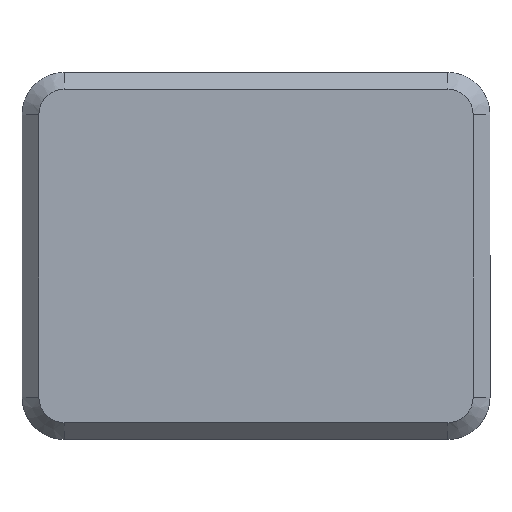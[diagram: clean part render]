
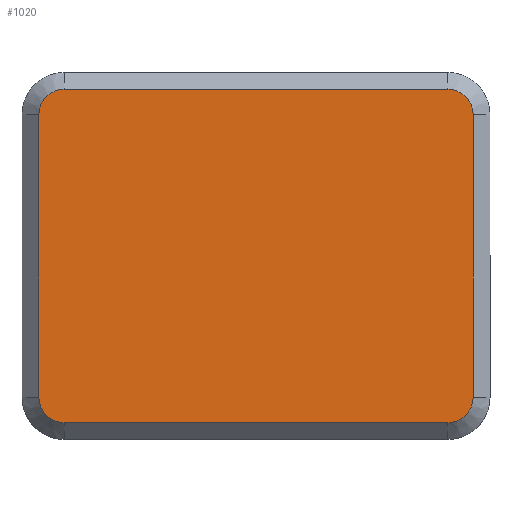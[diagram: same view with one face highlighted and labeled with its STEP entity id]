
A CAD part, top view. The second image highlights one B-rep face of the part: STEP entity #1020.
In plain terms, the highlighted planar face has unit normal (0, 0, 1).
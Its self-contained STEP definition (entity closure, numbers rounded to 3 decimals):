
#2 = DIRECTION ( 'NONE',  ( 0., 1., 0. ) ) ;
#10 = EDGE_CURVE ( 'NONE', #131, #1000, #315, .T. ) ;
#31 = CARTESIAN_POINT ( 'NONE',  ( 11.4, -9.9, 4.3 ) ) ;
#39 = PLANE ( 'NONE',  #216 ) ;
#61 = EDGE_CURVE ( 'NONE', #963, #727, #307, .T. ) ;
#92 = DIRECTION ( 'NONE',  ( 0., -1., 0. ) ) ;
#111 = VERTEX_POINT ( 'NONE', #396 ) ;
#122 = CARTESIAN_POINT ( 'NONE',  ( -11.4, -8.4, 4.3 ) ) ;
#131 = VERTEX_POINT ( 'NONE', #571 ) ;
#138 = EDGE_CURVE ( 'NONE', #111, #963, #861, .T. ) ;
#145 = CARTESIAN_POINT ( 'NONE',  ( -11.4, -9.9, 4.3 ) ) ;
#179 = ORIENTED_EDGE ( 'NONE', *, *, #433, .T. ) ;
#196 = ORIENTED_EDGE ( 'NONE', *, *, #61, .T. ) ;
#205 = ORIENTED_EDGE ( 'NONE', *, *, #353, .T. ) ;
#213 = DIRECTION ( 'NONE',  ( 0., 0., 1. ) ) ;
#216 = AXIS2_PLACEMENT_3D ( 'NONE', #374, #213, #547 ) ;
#248 = ORIENTED_EDGE ( 'NONE', *, *, #415, .T. ) ;
#250 = CARTESIAN_POINT ( 'NONE',  ( -11.4, 8.4, 4.3 ) ) ;
#262 = CARTESIAN_POINT ( 'NONE',  ( -11.4, 9.9, 4.3 ) ) ;
#277 = VECTOR ( 'NONE', #832, 1000. ) ;
#294 = DIRECTION ( 'NONE',  ( 0., 0., 1. ) ) ;
#298 = AXIS2_PLACEMENT_3D ( 'NONE', #250, #428, #579 ) ;
#307 = LINE ( 'NONE', #928, #453 ) ;
#315 = CIRCLE ( 'NONE', #900, 1.5 ) ;
#342 = EDGE_LOOP ( 'NONE', ( #248, #628, #699, #365, #196, #1082, #205, #179 ) ) ;
#343 = LINE ( 'NONE', #854, #277 ) ;
#353 = EDGE_CURVE ( 'NONE', #867, #375, #343, .T. ) ;
#365 = ORIENTED_EDGE ( 'NONE', *, *, #138, .T. ) ;
#374 = CARTESIAN_POINT ( 'NONE',  ( 0., 0., 4.3 ) ) ;
#375 = VERTEX_POINT ( 'NONE', #262 ) ;
#385 = CIRCLE ( 'NONE', #298, 1.5 ) ;
#391 = CARTESIAN_POINT ( 'NONE',  ( 11.4, -8.4, 4.3 ) ) ;
#392 = CARTESIAN_POINT ( 'NONE',  ( 12.9, 8.4, 4.3 ) ) ;
#396 = CARTESIAN_POINT ( 'NONE',  ( 11.4, -9.9, 4.3 ) ) ;
#407 = VERTEX_POINT ( 'NONE', #668 ) ;
#415 = EDGE_CURVE ( 'NONE', #407, #131, #1001, .T. ) ;
#428 = DIRECTION ( 'NONE',  ( 0., 0., 1. ) ) ;
#433 = EDGE_CURVE ( 'NONE', #375, #407, #385, .T. ) ;
#453 = VECTOR ( 'NONE', #2, 1000. ) ;
#497 = CARTESIAN_POINT ( 'NONE',  ( 11.4, 9.9, 4.3 ) ) ;
#526 = VECTOR ( 'NONE', #92, 1000. ) ;
#535 = LINE ( 'NONE', #31, #704 ) ;
#547 = DIRECTION ( 'NONE',  ( 1., 0., 0. ) ) ;
#549 = DIRECTION ( 'NONE',  ( 1., 0., 0. ) ) ;
#553 = DIRECTION ( 'NONE',  ( 1., 0., 0. ) ) ;
#571 = CARTESIAN_POINT ( 'NONE',  ( -12.9, -8.4, 4.3 ) ) ;
#579 = DIRECTION ( 'NONE',  ( 1., 0., 0. ) ) ;
#615 = DIRECTION ( 'NONE',  ( 0., 0., 1. ) ) ;
#628 = ORIENTED_EDGE ( 'NONE', *, *, #10, .T. ) ;
#657 = AXIS2_PLACEMENT_3D ( 'NONE', #726, #294, #549 ) ;
#662 = EDGE_CURVE ( 'NONE', #727, #867, #919, .T. ) ;
#668 = CARTESIAN_POINT ( 'NONE',  ( -12.9, 8.4, 4.3 ) ) ;
#699 = ORIENTED_EDGE ( 'NONE', *, *, #943, .T. ) ;
#704 = VECTOR ( 'NONE', #553, 1000. ) ;
#707 = DIRECTION ( 'NONE',  ( 1., 0., 0. ) ) ;
#726 = CARTESIAN_POINT ( 'NONE',  ( 11.4, 8.4, 4.3 ) ) ;
#727 = VERTEX_POINT ( 'NONE', #392 ) ;
#795 = FACE_OUTER_BOUND ( 'NONE', #342, .T. ) ;
#832 = DIRECTION ( 'NONE',  ( -1., 0., 0. ) ) ;
#854 = CARTESIAN_POINT ( 'NONE',  ( -11.4, 9.9, 4.3 ) ) ;
#861 = CIRCLE ( 'NONE', #1003, 1.5 ) ;
#867 = VERTEX_POINT ( 'NONE', #497 ) ;
#893 = CARTESIAN_POINT ( 'NONE',  ( 12.9, -8.4, 4.3 ) ) ;
#900 = AXIS2_PLACEMENT_3D ( 'NONE', #122, #615, #707 ) ;
#908 = DIRECTION ( 'NONE',  ( 0., 0., 1. ) ) ;
#919 = CIRCLE ( 'NONE', #657, 1.5 ) ;
#928 = CARTESIAN_POINT ( 'NONE',  ( 12.9, 8.4, 4.3 ) ) ;
#931 = CARTESIAN_POINT ( 'NONE',  ( -12.9, -8.4, 4.3 ) ) ;
#943 = EDGE_CURVE ( 'NONE', #1000, #111, #535, .T. ) ;
#963 = VERTEX_POINT ( 'NONE', #893 ) ;
#1000 = VERTEX_POINT ( 'NONE', #145 ) ;
#1001 = LINE ( 'NONE', #931, #526 ) ;
#1003 = AXIS2_PLACEMENT_3D ( 'NONE', #391, #908, #1060 ) ;
#1020 = ADVANCED_FACE ( 'NONE', ( #795 ), #39, .T. ) ;
#1060 = DIRECTION ( 'NONE',  ( 1., 0., 0. ) ) ;
#1082 = ORIENTED_EDGE ( 'NONE', *, *, #662, .T. ) ;
